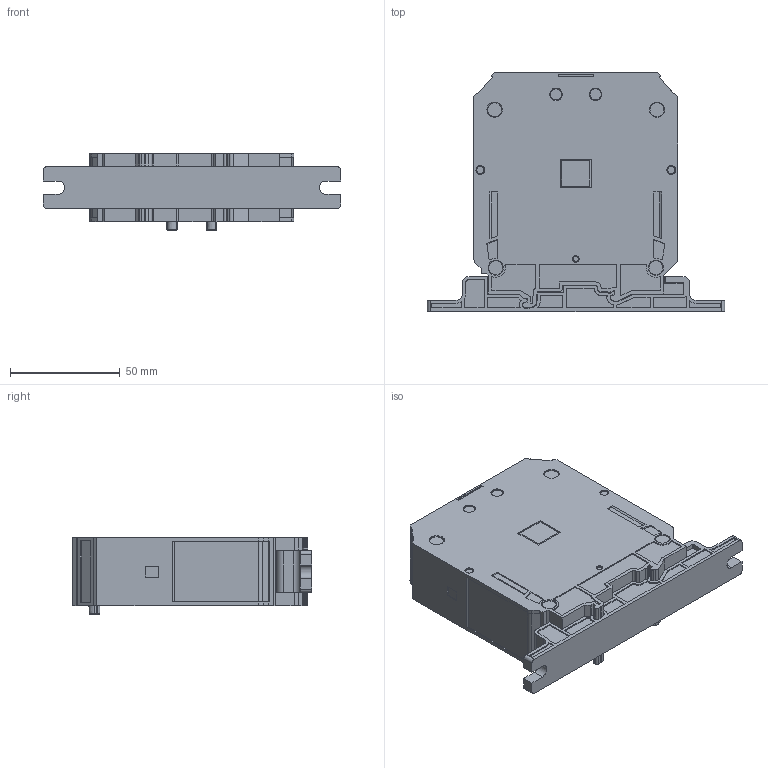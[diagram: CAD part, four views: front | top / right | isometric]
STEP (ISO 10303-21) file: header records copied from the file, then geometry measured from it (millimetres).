
FILE_DESCRIPTION (( 'STEP AP214' ), '1' );
FILE_NAME ('304470_AVK PB 150.STP', '2013-11-12T07:02:11', ( 'arge' ), ( 'Microsoft' ), 'SwSTEP 2.0', 'SolidWorks 2013', '' );
FILE_SCHEMA (( 'AUTOMOTIVE_DESIGN' ));
Length unit declared in the file: millimetre
Products named in the file (1): 304470_AVK PB 150
Bounding box: 135.4 x 108.97 x 35 mm (x, y, z)
Volume: 300050.4 mm3; surface area: 41191.4 mm2
Topology: 1 solids, 2 shells, 803 faces, 2168 edges, 1429 vertices
Faces by surface type: plane 520, cylinder 155, cone 128
Entity records: 33003 total; most frequent: CARTESIAN_POINT 4650, ORIENTED_EDGE 4336, DIRECTION 4233, EDGE_CURVE 2168, LINE 1571, VECTOR 1571, VERTEX_POINT 1429, AXIS2_PLACEMENT_3D 1331
